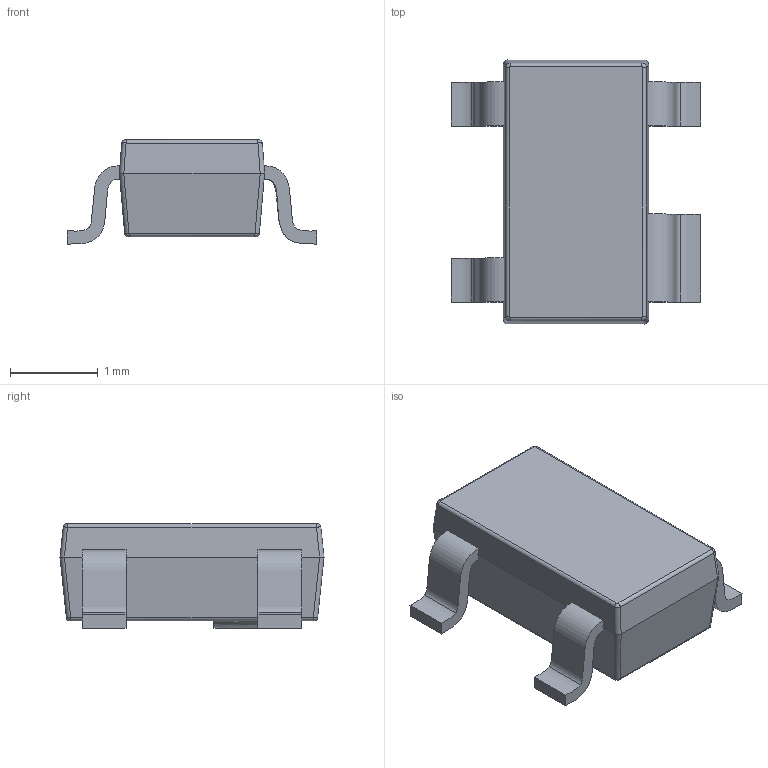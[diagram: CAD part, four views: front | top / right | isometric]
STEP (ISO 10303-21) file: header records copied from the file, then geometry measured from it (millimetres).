
FILE_DESCRIPTION(/* description */ (''),/* implementation_level */ '2;1');
FILE_NAME(/* name */ 'SOT23-4',/* time_stamp */ '2015-10-20T20:43:33+02:00',/* author */ (''),/* organization */ (''),/* preprocessor_version */ 'ST-DEVELOPER v14',/* originating_system */ '',/* authorisation */ '');
FILE_SCHEMA (('AUTOMOTIVE_DESIGN'));
Length unit declared in the file: millimetre
Products named in the file (1): Document
Bounding box: 2.84 x 3 x 1.18 mm (x, y, z)
Volume: 5.6 mm3; surface area: 26.8 mm2
Topology: 5 solids, 5 shells, 62 faces, 132 edges, 80 vertices
Faces by surface type: bspline 44, plane 18
Entity records: 2977 total; most frequent: CARTESIAN_POINT 2092, ORIENTED_EDGE 264, EDGE_CURVE 132, VERTEX_POINT 80, B_SPLINE_CURVE_WITH_KNOTS 71, ADVANCED_FACE 62, FACE_OUTER_BOUND 62, EDGE_LOOP 62
